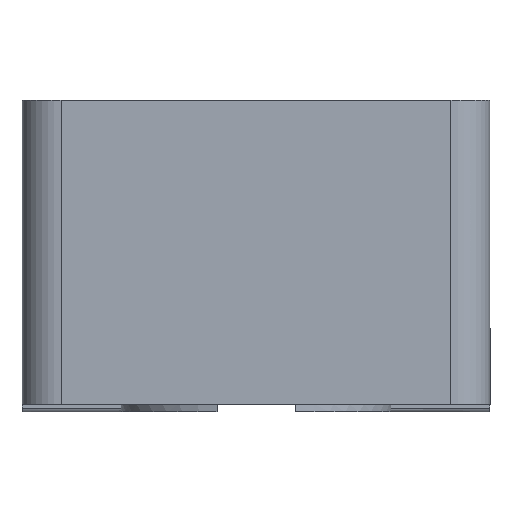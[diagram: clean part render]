
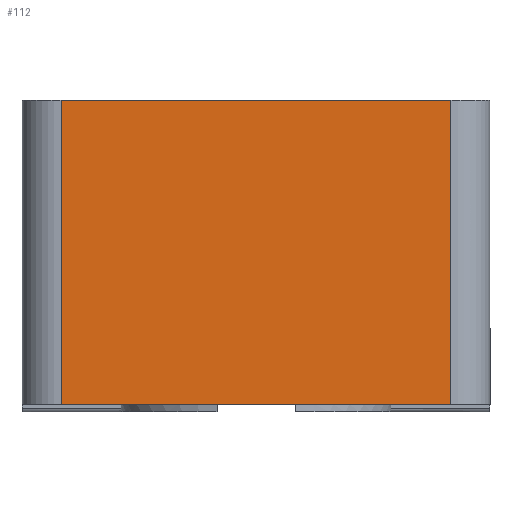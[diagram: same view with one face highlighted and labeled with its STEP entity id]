
A CAD part, left-side view. The second image highlights one B-rep face of the part: STEP entity #112.
In plain terms, the highlighted planar face has unit normal (-1, 0, 0).
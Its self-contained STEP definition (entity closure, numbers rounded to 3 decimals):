
#112 = ADVANCED_FACE ( 'NONE', ( #2280 ), #4430, .F. ) ;
#207 = EDGE_CURVE ( 'NONE', #1965, #440, #1256, .T. ) ;
#271 = VECTOR ( 'NONE', #805, 1000. ) ;
#325 = CARTESIAN_POINT ( 'NONE',  ( -6., 5., 0.2 ) ) ;
#415 = DIRECTION ( 'NONE',  ( 1., 0., 0. ) ) ;
#440 = VERTEX_POINT ( 'NONE', #634 ) ;
#634 = CARTESIAN_POINT ( 'NONE',  ( -6., 5., 8. ) ) ;
#805 = DIRECTION ( 'NONE',  ( 0., 0., -1. ) ) ;
#843 = DIRECTION ( 'NONE',  ( 0., 1., 0. ) ) ;
#929 = VERTEX_POINT ( 'NONE', #2810 ) ;
#1256 = LINE ( 'NONE', #3823, #2916 ) ;
#1278 = ORIENTED_EDGE ( 'NONE', *, *, #1421, .T. ) ;
#1388 = ORIENTED_EDGE ( 'NONE', *, *, #207, .F. ) ;
#1421 = EDGE_CURVE ( 'NONE', #2025, #440, #3780, .T. ) ;
#1437 = DIRECTION ( 'NONE',  ( 0., 1., 0. ) ) ;
#1716 = EDGE_CURVE ( 'NONE', #929, #1965, #3682, .T. ) ;
#1962 = CARTESIAN_POINT ( 'NONE',  ( -6., 5., 0.2 ) ) ;
#1965 = VERTEX_POINT ( 'NONE', #1962 ) ;
#2006 = VECTOR ( 'NONE', #843, 1000. ) ;
#2025 = VERTEX_POINT ( 'NONE', #4114 ) ;
#2094 = EDGE_LOOP ( 'NONE', ( #2299, #1278, #1388, #3881 ) ) ;
#2280 = FACE_OUTER_BOUND ( 'NONE', #2094, .T. ) ;
#2299 = ORIENTED_EDGE ( 'NONE', *, *, #3872, .F. ) ;
#2630 = DIRECTION ( 'NONE',  ( 0., 1., 0. ) ) ;
#2693 = VECTOR ( 'NONE', #1437, 1000. ) ;
#2810 = CARTESIAN_POINT ( 'NONE',  ( -6., -5., 0.2 ) ) ;
#2916 = VECTOR ( 'NONE', #3794, 1000. ) ;
#3014 = LINE ( 'NONE', #3692, #271 ) ;
#3412 = CARTESIAN_POINT ( 'NONE',  ( -6., 5., 1.2 ) ) ;
#3682 = LINE ( 'NONE', #325, #2693 ) ;
#3692 = CARTESIAN_POINT ( 'NONE',  ( -6., -5., 1.2 ) ) ;
#3780 = LINE ( 'NONE', #4170, #2006 ) ;
#3794 = DIRECTION ( 'NONE',  ( 0., 0., 1. ) ) ;
#3823 = CARTESIAN_POINT ( 'NONE',  ( -6., 5., 1.2 ) ) ;
#3872 = EDGE_CURVE ( 'NONE', #2025, #929, #3014, .T. ) ;
#3881 = ORIENTED_EDGE ( 'NONE', *, *, #1716, .F. ) ;
#4114 = CARTESIAN_POINT ( 'NONE',  ( -6., -5., 8. ) ) ;
#4170 = CARTESIAN_POINT ( 'NONE',  ( -6., 5., 8. ) ) ;
#4180 = AXIS2_PLACEMENT_3D ( 'NONE', #3412, #415, #2630 ) ;
#4430 = PLANE ( 'NONE',  #4180 ) ;
